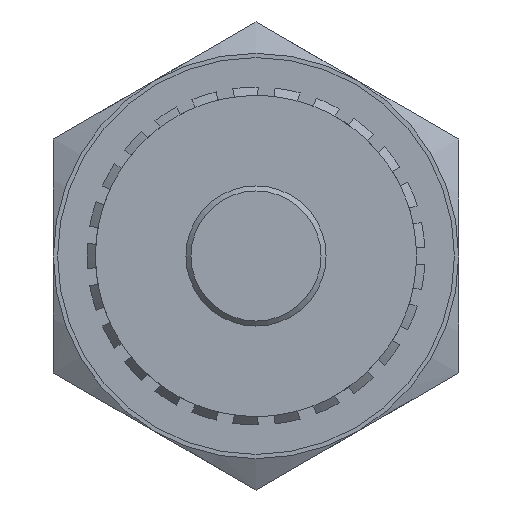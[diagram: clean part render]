
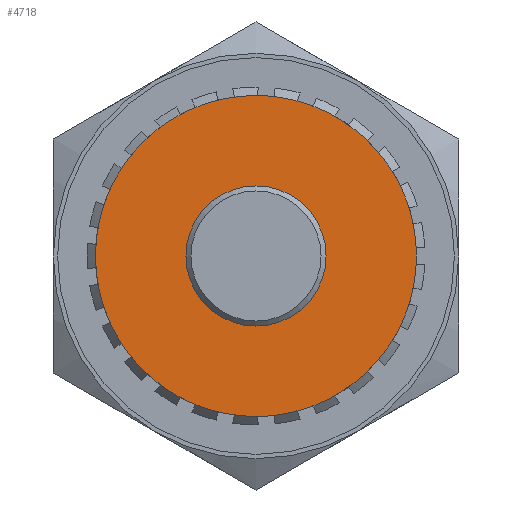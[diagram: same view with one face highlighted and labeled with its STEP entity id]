
A CAD part, left-side view. The second image highlights one B-rep face of the part: STEP entity #4718.
In plain terms, the highlighted planar face has unit normal (-1, 0, 0).
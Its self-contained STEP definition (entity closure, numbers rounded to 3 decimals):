
#356=PLANE('',#7135);
#1045=CIRCLE('',#7100,4.15);
#1046=CIRCLE('',#7101,4.15);
#1076=CIRCLE('',#7136,9.5);
#1077=CIRCLE('',#7137,9.5);
#1078=CIRCLE('',#7138,9.5);
#1079=CIRCLE('',#7139,9.5);
#1080=CIRCLE('',#7140,9.5);
#1081=CIRCLE('',#7141,9.5);
#1082=CIRCLE('',#7142,9.5);
#1083=CIRCLE('',#7143,9.5);
#1084=CIRCLE('',#7144,9.5);
#1085=CIRCLE('',#7145,9.5);
#1086=CIRCLE('',#7146,9.5);
#1087=CIRCLE('',#7147,9.5);
#1088=CIRCLE('',#7148,9.5);
#1089=CIRCLE('',#7149,9.5);
#1090=CIRCLE('',#7150,9.5);
#1091=CIRCLE('',#7151,9.5);
#1092=CIRCLE('',#7152,9.5);
#1093=CIRCLE('',#7153,9.5);
#1094=CIRCLE('',#7154,9.5);
#1095=CIRCLE('',#7155,9.5);
#1096=CIRCLE('',#7156,9.5);
#1097=CIRCLE('',#7157,9.5);
#1098=CIRCLE('',#7158,9.5);
#1099=CIRCLE('',#7159,9.5);
#1100=CIRCLE('',#7160,9.5);
#1524=ORIENTED_EDGE('',*,*,#2874,.T.);
#1525=ORIENTED_EDGE('',*,*,#2875,.T.);
#1526=ORIENTED_EDGE('',*,*,#2911,.F.);
#1527=ORIENTED_EDGE('',*,*,#2912,.F.);
#1528=ORIENTED_EDGE('',*,*,#2913,.F.);
#1529=ORIENTED_EDGE('',*,*,#2914,.F.);
#1530=ORIENTED_EDGE('',*,*,#2915,.F.);
#1531=ORIENTED_EDGE('',*,*,#2916,.F.);
#1532=ORIENTED_EDGE('',*,*,#2917,.F.);
#1533=ORIENTED_EDGE('',*,*,#2918,.F.);
#1534=ORIENTED_EDGE('',*,*,#2919,.F.);
#1535=ORIENTED_EDGE('',*,*,#2920,.F.);
#1536=ORIENTED_EDGE('',*,*,#2921,.F.);
#1537=ORIENTED_EDGE('',*,*,#2922,.F.);
#1538=ORIENTED_EDGE('',*,*,#2923,.F.);
#1539=ORIENTED_EDGE('',*,*,#2924,.F.);
#1540=ORIENTED_EDGE('',*,*,#2925,.F.);
#1541=ORIENTED_EDGE('',*,*,#2926,.F.);
#1542=ORIENTED_EDGE('',*,*,#2927,.F.);
#1543=ORIENTED_EDGE('',*,*,#2928,.F.);
#1544=ORIENTED_EDGE('',*,*,#2929,.F.);
#1545=ORIENTED_EDGE('',*,*,#2930,.F.);
#1546=ORIENTED_EDGE('',*,*,#2931,.F.);
#1547=ORIENTED_EDGE('',*,*,#2932,.F.);
#1548=ORIENTED_EDGE('',*,*,#2933,.F.);
#1549=ORIENTED_EDGE('',*,*,#2934,.F.);
#1550=ORIENTED_EDGE('',*,*,#2935,.F.);
#2874=EDGE_CURVE('',#3587,#3586,#1045,.T.);
#2875=EDGE_CURVE('',#3586,#3587,#1046,.T.);
#2911=EDGE_CURVE('',#3620,#3621,#1076,.T.);
#2912=EDGE_CURVE('',#3622,#3620,#1077,.T.);
#2913=EDGE_CURVE('',#3623,#3622,#1078,.T.);
#2914=EDGE_CURVE('',#3624,#3623,#1079,.T.);
#2915=EDGE_CURVE('',#3625,#3624,#1080,.T.);
#2916=EDGE_CURVE('',#3626,#3625,#1081,.T.);
#2917=EDGE_CURVE('',#3627,#3626,#1082,.T.);
#2918=EDGE_CURVE('',#3628,#3627,#1083,.T.);
#2919=EDGE_CURVE('',#3629,#3628,#1084,.T.);
#2920=EDGE_CURVE('',#3630,#3629,#1085,.T.);
#2921=EDGE_CURVE('',#3631,#3630,#1086,.T.);
#2922=EDGE_CURVE('',#3632,#3631,#1087,.T.);
#2923=EDGE_CURVE('',#3633,#3632,#1088,.T.);
#2924=EDGE_CURVE('',#3634,#3633,#1089,.T.);
#2925=EDGE_CURVE('',#3635,#3634,#1090,.T.);
#2926=EDGE_CURVE('',#3636,#3635,#1091,.T.);
#2927=EDGE_CURVE('',#3637,#3636,#1092,.T.);
#2928=EDGE_CURVE('',#3638,#3637,#1093,.T.);
#2929=EDGE_CURVE('',#3639,#3638,#1094,.T.);
#2930=EDGE_CURVE('',#3640,#3639,#1095,.T.);
#2931=EDGE_CURVE('',#3641,#3640,#1096,.T.);
#2932=EDGE_CURVE('',#3642,#3641,#1097,.T.);
#2933=EDGE_CURVE('',#3643,#3642,#1098,.T.);
#2934=EDGE_CURVE('',#3644,#3643,#1099,.T.);
#2935=EDGE_CURVE('',#3621,#3644,#1100,.T.);
#3586=VERTEX_POINT('',#9452);
#3587=VERTEX_POINT('',#9454);
#3620=VERTEX_POINT('',#9537);
#3621=VERTEX_POINT('',#9538);
#3622=VERTEX_POINT('',#9540);
#3623=VERTEX_POINT('',#9542);
#3624=VERTEX_POINT('',#9544);
#3625=VERTEX_POINT('',#9546);
#3626=VERTEX_POINT('',#9548);
#3627=VERTEX_POINT('',#9550);
#3628=VERTEX_POINT('',#9552);
#3629=VERTEX_POINT('',#9554);
#3630=VERTEX_POINT('',#9556);
#3631=VERTEX_POINT('',#9558);
#3632=VERTEX_POINT('',#9560);
#3633=VERTEX_POINT('',#9562);
#3634=VERTEX_POINT('',#9564);
#3635=VERTEX_POINT('',#9566);
#3636=VERTEX_POINT('',#9568);
#3637=VERTEX_POINT('',#9570);
#3638=VERTEX_POINT('',#9572);
#3639=VERTEX_POINT('',#9574);
#3640=VERTEX_POINT('',#9576);
#3641=VERTEX_POINT('',#9578);
#3642=VERTEX_POINT('',#9580);
#3643=VERTEX_POINT('',#9582);
#3644=VERTEX_POINT('',#9584);
#4067=EDGE_LOOP('',(#1524,#1525));
#4068=EDGE_LOOP('',(#1526,#1527,#1528,#1529,#1530,#1531,#1532,#1533,#1534,
#1535,#1536,#1537,#1538,#1539,#1540,#1541,#1542,#1543,#1544,#1545,#1546,
#1547,#1548,#1549,#1550));
#4392=FACE_BOUND('',#4067,.T.);
#4393=FACE_BOUND('',#4068,.T.);
#4718=ADVANCED_FACE('',(#4392,#4393),#356,.T.);
#7100=AXIS2_PLACEMENT_3D('',#9453,#7809,#7810);
#7101=AXIS2_PLACEMENT_3D('',#9455,#7811,#7812);
#7135=AXIS2_PLACEMENT_3D('',#9535,#7881,#7882);
#7136=AXIS2_PLACEMENT_3D('',#9536,#7883,#7884);
#7137=AXIS2_PLACEMENT_3D('',#9539,#7885,#7886);
#7138=AXIS2_PLACEMENT_3D('',#9541,#7887,#7888);
#7139=AXIS2_PLACEMENT_3D('',#9543,#7889,#7890);
#7140=AXIS2_PLACEMENT_3D('',#9545,#7891,#7892);
#7141=AXIS2_PLACEMENT_3D('',#9547,#7893,#7894);
#7142=AXIS2_PLACEMENT_3D('',#9549,#7895,#7896);
#7143=AXIS2_PLACEMENT_3D('',#9551,#7897,#7898);
#7144=AXIS2_PLACEMENT_3D('',#9553,#7899,#7900);
#7145=AXIS2_PLACEMENT_3D('',#9555,#7901,#7902);
#7146=AXIS2_PLACEMENT_3D('',#9557,#7903,#7904);
#7147=AXIS2_PLACEMENT_3D('',#9559,#7905,#7906);
#7148=AXIS2_PLACEMENT_3D('',#9561,#7907,#7908);
#7149=AXIS2_PLACEMENT_3D('',#9563,#7909,#7910);
#7150=AXIS2_PLACEMENT_3D('',#9565,#7911,#7912);
#7151=AXIS2_PLACEMENT_3D('',#9567,#7913,#7914);
#7152=AXIS2_PLACEMENT_3D('',#9569,#7915,#7916);
#7153=AXIS2_PLACEMENT_3D('',#9571,#7917,#7918);
#7154=AXIS2_PLACEMENT_3D('',#9573,#7919,#7920);
#7155=AXIS2_PLACEMENT_3D('',#9575,#7921,#7922);
#7156=AXIS2_PLACEMENT_3D('',#9577,#7923,#7924);
#7157=AXIS2_PLACEMENT_3D('',#9579,#7925,#7926);
#7158=AXIS2_PLACEMENT_3D('',#9581,#7927,#7928);
#7159=AXIS2_PLACEMENT_3D('',#9583,#7929,#7930);
#7160=AXIS2_PLACEMENT_3D('',#9585,#7931,#7932);
#7809=DIRECTION('',(1.,0.,0.));
#7810=DIRECTION('',(0.,0.,-1.));
#7811=DIRECTION('',(1.,0.,0.));
#7812=DIRECTION('',(0.,0.,-1.));
#7881=DIRECTION('',(-1.,0.,0.));
#7882=DIRECTION('',(0.,0.,1.));
#7883=DIRECTION('',(1.,0.,0.));
#7884=DIRECTION('',(0.,0.,1.));
#7885=DIRECTION('',(1.,0.,0.));
#7886=DIRECTION('',(0.,0.,1.));
#7887=DIRECTION('',(1.,0.,0.));
#7888=DIRECTION('',(0.,0.,1.));
#7889=DIRECTION('',(1.,0.,0.));
#7890=DIRECTION('',(0.,0.,1.));
#7891=DIRECTION('',(1.,0.,0.));
#7892=DIRECTION('',(0.,0.,1.));
#7893=DIRECTION('',(1.,0.,0.));
#7894=DIRECTION('',(0.,0.,1.));
#7895=DIRECTION('',(1.,0.,0.));
#7896=DIRECTION('',(0.,0.,1.));
#7897=DIRECTION('',(1.,0.,0.));
#7898=DIRECTION('',(0.,0.,1.));
#7899=DIRECTION('',(1.,0.,0.));
#7900=DIRECTION('',(0.,0.,1.));
#7901=DIRECTION('',(1.,0.,0.));
#7902=DIRECTION('',(0.,0.,1.));
#7903=DIRECTION('',(1.,0.,0.));
#7904=DIRECTION('',(0.,0.,1.));
#7905=DIRECTION('',(1.,0.,0.));
#7906=DIRECTION('',(0.,0.,1.));
#7907=DIRECTION('',(1.,0.,0.));
#7908=DIRECTION('',(0.,0.,1.));
#7909=DIRECTION('',(1.,0.,0.));
#7910=DIRECTION('',(0.,0.,1.));
#7911=DIRECTION('',(1.,0.,0.));
#7912=DIRECTION('',(0.,0.,1.));
#7913=DIRECTION('',(1.,0.,0.));
#7914=DIRECTION('',(0.,0.,1.));
#7915=DIRECTION('',(1.,0.,0.));
#7916=DIRECTION('',(0.,0.,1.));
#7917=DIRECTION('',(1.,0.,0.));
#7918=DIRECTION('',(0.,0.,1.));
#7919=DIRECTION('',(1.,0.,0.));
#7920=DIRECTION('',(0.,0.,1.));
#7921=DIRECTION('',(1.,0.,0.));
#7922=DIRECTION('',(0.,0.,1.));
#7923=DIRECTION('',(1.,0.,0.));
#7924=DIRECTION('',(0.,0.,1.));
#7925=DIRECTION('',(1.,0.,0.));
#7926=DIRECTION('',(0.,0.,1.));
#7927=DIRECTION('',(1.,0.,0.));
#7928=DIRECTION('',(0.,0.,1.));
#7929=DIRECTION('',(1.,0.,0.));
#7930=DIRECTION('',(0.,0.,1.));
#7931=DIRECTION('',(1.,0.,0.));
#7932=DIRECTION('',(0.,0.,1.));
#9452=CARTESIAN_POINT('',(-76.2,0.,4.15));
#9453=CARTESIAN_POINT('',(-76.2,0.,0.));
#9454=CARTESIAN_POINT('',(-76.2,0.,-4.15));
#9455=CARTESIAN_POINT('',(-76.2,0.,0.));
#9535=CARTESIAN_POINT('',(-76.2,0.,-7.075));
#9536=CARTESIAN_POINT('',(-76.2,0.,0.));
#9537=CARTESIAN_POINT('',(-76.2,-9.5,0.));
#9538=CARTESIAN_POINT('',(-76.2,-9.202,-2.363));
#9539=CARTESIAN_POINT('',(-76.2,0.,0.));
#9540=CARTESIAN_POINT('',(-76.2,-9.202,2.363));
#9541=CARTESIAN_POINT('',(-76.2,0.,0.));
#9542=CARTESIAN_POINT('',(-76.2,-8.325,4.577));
#9543=CARTESIAN_POINT('',(-76.2,0.,0.));
#9544=CARTESIAN_POINT('',(-76.2,-6.925,6.503));
#9545=CARTESIAN_POINT('',(-76.2,0.,0.));
#9546=CARTESIAN_POINT('',(-76.2,-5.09,8.021));
#9547=CARTESIAN_POINT('',(-76.2,0.,0.));
#9548=CARTESIAN_POINT('',(-76.2,-2.936,9.035));
#9549=CARTESIAN_POINT('',(-76.2,0.,0.));
#9550=CARTESIAN_POINT('',(-76.2,-0.597,9.481));
#9551=CARTESIAN_POINT('',(-76.2,0.,0.));
#9552=CARTESIAN_POINT('',(-76.2,1.78,9.332));
#9553=CARTESIAN_POINT('',(-76.2,0.,0.));
#9554=CARTESIAN_POINT('',(-76.2,4.045,8.596));
#9555=CARTESIAN_POINT('',(-76.2,0.,0.));
#9556=CARTESIAN_POINT('',(-76.2,6.056,7.32));
#9557=CARTESIAN_POINT('',(-76.2,0.,0.));
#9558=CARTESIAN_POINT('',(-76.2,7.686,5.584));
#9559=CARTESIAN_POINT('',(-76.2,0.,0.));
#9560=CARTESIAN_POINT('',(-76.2,8.833,3.497));
#9561=CARTESIAN_POINT('',(-76.2,0.,0.));
#9562=CARTESIAN_POINT('',(-76.2,9.425,1.191));
#9563=CARTESIAN_POINT('',(-76.2,0.,0.));
#9564=CARTESIAN_POINT('',(-76.2,9.425,-1.191));
#9565=CARTESIAN_POINT('',(-76.2,0.,0.));
#9566=CARTESIAN_POINT('',(-76.2,8.833,-3.497));
#9567=CARTESIAN_POINT('',(-76.2,0.,0.));
#9568=CARTESIAN_POINT('',(-76.2,7.686,-5.584));
#9569=CARTESIAN_POINT('',(-76.2,0.,0.));
#9570=CARTESIAN_POINT('',(-76.2,6.056,-7.32));
#9571=CARTESIAN_POINT('',(-76.2,0.,0.));
#9572=CARTESIAN_POINT('',(-76.2,4.045,-8.596));
#9573=CARTESIAN_POINT('',(-76.2,0.,0.));
#9574=CARTESIAN_POINT('',(-76.2,1.78,-9.332));
#9575=CARTESIAN_POINT('',(-76.2,0.,0.));
#9576=CARTESIAN_POINT('',(-76.2,-0.597,-9.481));
#9577=CARTESIAN_POINT('',(-76.2,0.,0.));
#9578=CARTESIAN_POINT('',(-76.2,-2.936,-9.035));
#9579=CARTESIAN_POINT('',(-76.2,0.,0.));
#9580=CARTESIAN_POINT('',(-76.2,-5.09,-8.021));
#9581=CARTESIAN_POINT('',(-76.2,0.,0.));
#9582=CARTESIAN_POINT('',(-76.2,-6.925,-6.503));
#9583=CARTESIAN_POINT('',(-76.2,0.,0.));
#9584=CARTESIAN_POINT('',(-76.2,-8.325,-4.577));
#9585=CARTESIAN_POINT('',(-76.2,0.,0.));
